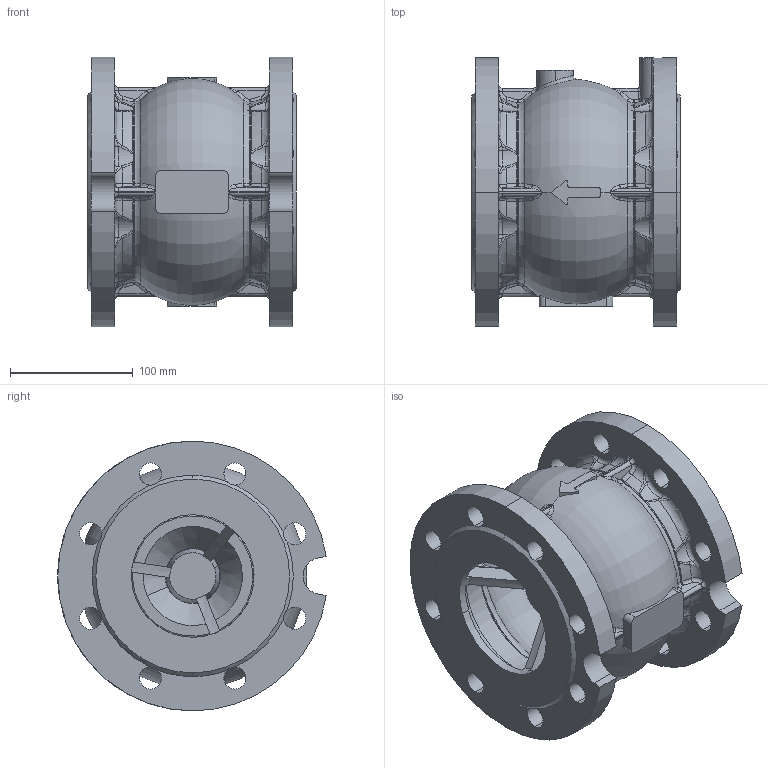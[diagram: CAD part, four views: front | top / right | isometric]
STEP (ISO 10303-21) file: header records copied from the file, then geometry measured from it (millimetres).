
FILE_DESCRIPTION (( 'STEP AP203' ), '1' );
FILE_NAME ('F5.DN100.STEP', '2012-07-26T09:48:06', ( ' ' ), ( '' ), 'SwSTEP 2.0', 'SolidWorks 2009', '' );
FILE_SCHEMA (( 'CONFIG_CONTROL_DESIGN' ));
Products named in the file (1): F5.DN100
Bounding box: 170 x 218.84 x 220 mm (x, y, z)
Volume: 1906537.7 mm3; surface area: 358046.2 mm2
Topology: 1 solids, 1 shells, 749 faces, 1935 edges, 1145 vertices
Faces by surface type: bspline 249, cylinder 179, torus 126, plane 120, cone 57, sphere 18
Entity records: 40967 total; most frequent: CARTESIAN_POINT 24725, ORIENTED_EDGE 3794, DIRECTION 3001, EDGE_CURVE 1897, AXIS2_PLACEMENT_3D 1341, VERTEX_POINT 1145, CIRCLE 840, EDGE_LOOP 786
